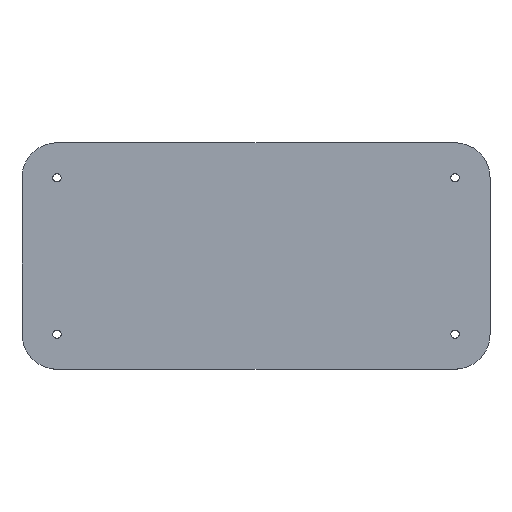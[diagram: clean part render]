
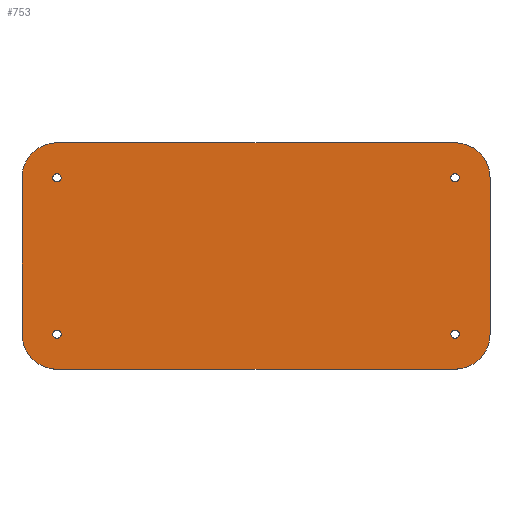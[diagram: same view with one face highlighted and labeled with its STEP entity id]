
A CAD part, top view. The second image highlights one B-rep face of the part: STEP entity #753.
In plain terms, the highlighted free-form (B-spline) face has degree [1, 1] with [2, 2] control points.
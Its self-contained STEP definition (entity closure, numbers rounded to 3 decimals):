
#24 = VERTEX_POINT('',#25);
#25 = CARTESIAN_POINT('',(-116.563,46.792,0.));
#30 = EDGE_CURVE('',#31,#24,#33,.T.);
#31 = VERTEX_POINT('',#32);
#32 = CARTESIAN_POINT('',(-121.576,46.792,0.));
#33 = ( BOUNDED_CURVE() B_SPLINE_CURVE(2,(#34,#35,#36,#37,#38),
.UNSPECIFIED.,.F.,.F.) B_SPLINE_CURVE_WITH_KNOTS((3,2,3),(3.142,
4.712,6.283),.PIECEWISE_BEZIER_KNOTS.) CURVE() 
GEOMETRIC_REPRESENTATION_ITEM() RATIONAL_B_SPLINE_CURVE((1.,
0.707,1.,0.707,1.)) REPRESENTATION_ITEM('') );
#34 = CARTESIAN_POINT('',(-121.576,46.792,0.));
#35 = CARTESIAN_POINT('',(-121.576,44.286,0.));
#36 = CARTESIAN_POINT('',(-119.07,44.286,0.));
#37 = CARTESIAN_POINT('',(-116.563,44.286,0.));
#38 = CARTESIAN_POINT('',(-116.563,46.792,0.));
#72 = VERTEX_POINT('',#73);
#73 = CARTESIAN_POINT('',(121.576,-46.792,0.));
#78 = EDGE_CURVE('',#79,#72,#81,.T.);
#79 = VERTEX_POINT('',#80);
#80 = CARTESIAN_POINT('',(116.563,-46.792,0.));
#81 = ( BOUNDED_CURVE() B_SPLINE_CURVE(2,(#82,#83,#84,#85,#86),
.UNSPECIFIED.,.F.,.F.) B_SPLINE_CURVE_WITH_KNOTS((3,2,3),(3.142,
4.712,6.283),.PIECEWISE_BEZIER_KNOTS.) CURVE() 
GEOMETRIC_REPRESENTATION_ITEM() RATIONAL_B_SPLINE_CURVE((1.,
0.707,1.,0.707,1.)) REPRESENTATION_ITEM('') );
#82 = CARTESIAN_POINT('',(116.563,-46.792,0.));
#83 = CARTESIAN_POINT('',(116.563,-49.299,0.));
#84 = CARTESIAN_POINT('',(119.07,-49.299,0.));
#85 = CARTESIAN_POINT('',(121.576,-49.299,0.));
#86 = CARTESIAN_POINT('',(121.576,-46.792,0.));
#120 = VERTEX_POINT('',#121);
#121 = CARTESIAN_POINT('',(121.576,46.792,0.));
#126 = EDGE_CURVE('',#127,#120,#129,.T.);
#127 = VERTEX_POINT('',#128);
#128 = CARTESIAN_POINT('',(116.563,46.792,0.));
#129 = ( BOUNDED_CURVE() B_SPLINE_CURVE(2,(#130,#131,#132,#133,#134),
.UNSPECIFIED.,.F.,.F.) B_SPLINE_CURVE_WITH_KNOTS((3,2,3),(3.142,
4.712,6.283),.PIECEWISE_BEZIER_KNOTS.) CURVE() 
GEOMETRIC_REPRESENTATION_ITEM() RATIONAL_B_SPLINE_CURVE((1.,
0.707,1.,0.707,1.)) REPRESENTATION_ITEM('') );
#130 = CARTESIAN_POINT('',(116.563,46.792,0.));
#131 = CARTESIAN_POINT('',(116.563,44.286,0.));
#132 = CARTESIAN_POINT('',(119.07,44.286,0.));
#133 = CARTESIAN_POINT('',(121.576,44.286,0.));
#134 = CARTESIAN_POINT('',(121.576,46.792,0.));
#168 = VERTEX_POINT('',#169);
#169 = CARTESIAN_POINT('',(-116.563,-46.792,0.));
#174 = EDGE_CURVE('',#175,#168,#177,.T.);
#175 = VERTEX_POINT('',#176);
#176 = CARTESIAN_POINT('',(-121.576,-46.792,0.));
#177 = ( BOUNDED_CURVE() B_SPLINE_CURVE(2,(#178,#179,#180,#181,#182),
.UNSPECIFIED.,.F.,.F.) B_SPLINE_CURVE_WITH_KNOTS((3,2,3),(3.142,
4.712,6.283),.PIECEWISE_BEZIER_KNOTS.) CURVE() 
GEOMETRIC_REPRESENTATION_ITEM() RATIONAL_B_SPLINE_CURVE((1.,
0.707,1.,0.707,1.)) REPRESENTATION_ITEM('') );
#178 = CARTESIAN_POINT('',(-121.576,-46.792,0.));
#179 = CARTESIAN_POINT('',(-121.576,-49.299,0.));
#180 = CARTESIAN_POINT('',(-119.07,-49.299,0.));
#181 = CARTESIAN_POINT('',(-116.563,-49.299,0.));
#182 = CARTESIAN_POINT('',(-116.563,-46.792,0.));
#392 = VERTEX_POINT('',#393);
#393 = CARTESIAN_POINT('',(-139.959,-46.792,0.));
#398 = EDGE_CURVE('',#399,#392,#401,.T.);
#399 = VERTEX_POINT('',#400);
#400 = CARTESIAN_POINT('',(-139.959,46.792,0.));
#401 = B_SPLINE_CURVE_WITH_KNOTS('',1,(#402,#403),.UNSPECIFIED.,.F.,.F.,
  (2,2),(-56.,56.),.PIECEWISE_BEZIER_KNOTS.);
#402 = CARTESIAN_POINT('',(-139.959,46.792,0.));
#403 = CARTESIAN_POINT('',(-139.959,-46.792,0.));
#434 = VERTEX_POINT('',#435);
#435 = CARTESIAN_POINT('',(-119.07,67.682,0.));
#447 = EDGE_CURVE('',#434,#399,#448,.T.);
#448 = ( BOUNDED_CURVE() B_SPLINE_CURVE(2,(#449,#450,#451),
.UNSPECIFIED.,.F.,.F.) B_SPLINE_CURVE_WITH_KNOTS((3,3),(1.571,
3.142),.PIECEWISE_BEZIER_KNOTS.) CURVE() 
GEOMETRIC_REPRESENTATION_ITEM() RATIONAL_B_SPLINE_CURVE((1.,
0.707,1.)) REPRESENTATION_ITEM('') );
#449 = CARTESIAN_POINT('',(-119.07,67.682,0.));
#450 = CARTESIAN_POINT('',(-139.959,67.682,0.));
#451 = CARTESIAN_POINT('',(-139.959,46.792,0.));
#466 = VERTEX_POINT('',#467);
#467 = CARTESIAN_POINT('',(119.07,67.682,0.));
#478 = EDGE_CURVE('',#434,#466,#479,.T.);
#479 = B_SPLINE_CURVE_WITH_KNOTS('',1,(#480,#481),.UNSPECIFIED.,.F.,.F.,
  (2,2),(-142.5,142.5),.PIECEWISE_BEZIER_KNOTS.);
#480 = CARTESIAN_POINT('',(-119.07,67.682,0.));
#481 = CARTESIAN_POINT('',(119.07,67.682,0.));
#494 = VERTEX_POINT('',#495);
#495 = CARTESIAN_POINT('',(139.959,46.792,0.));
#507 = EDGE_CURVE('',#466,#494,#508,.T.);
#508 = ( BOUNDED_CURVE() B_SPLINE_CURVE(2,(#509,#510,#511),
.UNSPECIFIED.,.F.,.F.) B_SPLINE_CURVE_WITH_KNOTS((3,3),(4.712,
6.283),.PIECEWISE_BEZIER_KNOTS.) CURVE() 
GEOMETRIC_REPRESENTATION_ITEM() RATIONAL_B_SPLINE_CURVE((1.,
0.707,1.)) REPRESENTATION_ITEM('') );
#509 = CARTESIAN_POINT('',(119.07,67.682,0.));
#510 = CARTESIAN_POINT('',(139.959,67.682,0.));
#511 = CARTESIAN_POINT('',(139.959,46.792,0.));
#526 = VERTEX_POINT('',#527);
#527 = CARTESIAN_POINT('',(139.959,-46.792,0.));
#538 = EDGE_CURVE('',#494,#526,#539,.T.);
#539 = B_SPLINE_CURVE_WITH_KNOTS('',1,(#540,#541),.UNSPECIFIED.,.F.,.F.,
  (2,2),(-56.,56.),.PIECEWISE_BEZIER_KNOTS.);
#540 = CARTESIAN_POINT('',(139.959,46.792,0.));
#541 = CARTESIAN_POINT('',(139.959,-46.792,0.));
#554 = VERTEX_POINT('',#555);
#555 = CARTESIAN_POINT('',(119.07,-67.682,0.));
#567 = EDGE_CURVE('',#554,#526,#568,.T.);
#568 = ( BOUNDED_CURVE() B_SPLINE_CURVE(2,(#569,#570,#571),
.UNSPECIFIED.,.F.,.F.) B_SPLINE_CURVE_WITH_KNOTS((3,3),(4.712,
6.283),.PIECEWISE_BEZIER_KNOTS.) CURVE() 
GEOMETRIC_REPRESENTATION_ITEM() RATIONAL_B_SPLINE_CURVE((1.,
0.707,1.)) REPRESENTATION_ITEM('') );
#569 = CARTESIAN_POINT('',(119.07,-67.682,0.));
#570 = CARTESIAN_POINT('',(139.959,-67.682,0.));
#571 = CARTESIAN_POINT('',(139.959,-46.792,0.));
#586 = VERTEX_POINT('',#587);
#587 = CARTESIAN_POINT('',(-119.07,-67.682,0.));
#598 = EDGE_CURVE('',#586,#554,#599,.T.);
#599 = B_SPLINE_CURVE_WITH_KNOTS('',1,(#600,#601),.UNSPECIFIED.,.F.,.F.,
  (2,2),(-142.5,142.5),.PIECEWISE_BEZIER_KNOTS.);
#600 = CARTESIAN_POINT('',(-119.07,-67.682,0.));
#601 = CARTESIAN_POINT('',(119.07,-67.682,0.));
#619 = EDGE_CURVE('',#392,#586,#620,.T.);
#620 = ( BOUNDED_CURVE() B_SPLINE_CURVE(2,(#621,#622,#623),
.UNSPECIFIED.,.F.,.F.) B_SPLINE_CURVE_WITH_KNOTS((3,3),(3.142,
4.712),.PIECEWISE_BEZIER_KNOTS.) CURVE() 
GEOMETRIC_REPRESENTATION_ITEM() RATIONAL_B_SPLINE_CURVE((1.,
0.707,1.)) REPRESENTATION_ITEM('') );
#621 = CARTESIAN_POINT('',(-139.959,-46.792,0.));
#622 = CARTESIAN_POINT('',(-139.959,-67.682,0.));
#623 = CARTESIAN_POINT('',(-119.07,-67.682,0.));
#753 = ADVANCED_FACE('',(#754,#765,#776,#787,#798),#808,.T.);
#754 = FACE_BOUND('',#755,.T.);
#755 = EDGE_LOOP('',(#756,#764));
#756 = ORIENTED_EDGE('',*,*,#757,.F.);
#757 = EDGE_CURVE('',#24,#31,#758,.T.);
#758 = ( BOUNDED_CURVE() B_SPLINE_CURVE(2,(#759,#760,#761,#762,#763),
.UNSPECIFIED.,.F.,.F.) B_SPLINE_CURVE_WITH_KNOTS((3,2,3),(0.,
1.571,3.142),.PIECEWISE_BEZIER_KNOTS.) CURVE() 
GEOMETRIC_REPRESENTATION_ITEM() RATIONAL_B_SPLINE_CURVE((1.,
0.707,1.,0.707,1.)) REPRESENTATION_ITEM('') );
#759 = CARTESIAN_POINT('',(-116.563,46.792,0.));
#760 = CARTESIAN_POINT('',(-116.563,49.299,0.));
#761 = CARTESIAN_POINT('',(-119.07,49.299,0.));
#762 = CARTESIAN_POINT('',(-121.576,49.299,0.));
#763 = CARTESIAN_POINT('',(-121.576,46.792,0.));
#764 = ORIENTED_EDGE('',*,*,#30,.F.);
#765 = FACE_BOUND('',#766,.T.);
#766 = EDGE_LOOP('',(#767,#775));
#767 = ORIENTED_EDGE('',*,*,#768,.F.);
#768 = EDGE_CURVE('',#72,#79,#769,.T.);
#769 = ( BOUNDED_CURVE() B_SPLINE_CURVE(2,(#770,#771,#772,#773,#774),
.UNSPECIFIED.,.F.,.F.) B_SPLINE_CURVE_WITH_KNOTS((3,2,3),(0.,
1.571,3.142),.PIECEWISE_BEZIER_KNOTS.) CURVE() 
GEOMETRIC_REPRESENTATION_ITEM() RATIONAL_B_SPLINE_CURVE((1.,
0.707,1.,0.707,1.)) REPRESENTATION_ITEM('') );
#770 = CARTESIAN_POINT('',(121.576,-46.792,0.));
#771 = CARTESIAN_POINT('',(121.576,-44.286,0.));
#772 = CARTESIAN_POINT('',(119.07,-44.286,0.));
#773 = CARTESIAN_POINT('',(116.563,-44.286,0.));
#774 = CARTESIAN_POINT('',(116.563,-46.792,0.));
#775 = ORIENTED_EDGE('',*,*,#78,.F.);
#776 = FACE_BOUND('',#777,.T.);
#777 = EDGE_LOOP('',(#778,#786));
#778 = ORIENTED_EDGE('',*,*,#779,.F.);
#779 = EDGE_CURVE('',#120,#127,#780,.T.);
#780 = ( BOUNDED_CURVE() B_SPLINE_CURVE(2,(#781,#782,#783,#784,#785),
.UNSPECIFIED.,.F.,.F.) B_SPLINE_CURVE_WITH_KNOTS((3,2,3),(0.,
1.571,3.142),.PIECEWISE_BEZIER_KNOTS.) CURVE() 
GEOMETRIC_REPRESENTATION_ITEM() RATIONAL_B_SPLINE_CURVE((1.,
0.707,1.,0.707,1.)) REPRESENTATION_ITEM('') );
#781 = CARTESIAN_POINT('',(121.576,46.792,0.));
#782 = CARTESIAN_POINT('',(121.576,49.299,0.));
#783 = CARTESIAN_POINT('',(119.07,49.299,0.));
#784 = CARTESIAN_POINT('',(116.563,49.299,0.));
#785 = CARTESIAN_POINT('',(116.563,46.792,0.));
#786 = ORIENTED_EDGE('',*,*,#126,.F.);
#787 = FACE_BOUND('',#788,.T.);
#788 = EDGE_LOOP('',(#789,#797));
#789 = ORIENTED_EDGE('',*,*,#790,.F.);
#790 = EDGE_CURVE('',#168,#175,#791,.T.);
#791 = ( BOUNDED_CURVE() B_SPLINE_CURVE(2,(#792,#793,#794,#795,#796),
.UNSPECIFIED.,.F.,.F.) B_SPLINE_CURVE_WITH_KNOTS((3,2,3),(0.,
1.571,3.142),.PIECEWISE_BEZIER_KNOTS.) CURVE() 
GEOMETRIC_REPRESENTATION_ITEM() RATIONAL_B_SPLINE_CURVE((1.,
0.707,1.,0.707,1.)) REPRESENTATION_ITEM('') );
#792 = CARTESIAN_POINT('',(-116.563,-46.792,0.));
#793 = CARTESIAN_POINT('',(-116.563,-44.286,0.));
#794 = CARTESIAN_POINT('',(-119.07,-44.286,0.));
#795 = CARTESIAN_POINT('',(-121.576,-44.286,0.));
#796 = CARTESIAN_POINT('',(-121.576,-46.792,0.));
#797 = ORIENTED_EDGE('',*,*,#174,.F.);
#798 = FACE_BOUND('',#799,.T.);
#799 = EDGE_LOOP('',(#800,#801,#802,#803,#804,#805,#806,#807));
#800 = ORIENTED_EDGE('',*,*,#398,.T.);
#801 = ORIENTED_EDGE('',*,*,#619,.T.);
#802 = ORIENTED_EDGE('',*,*,#598,.T.);
#803 = ORIENTED_EDGE('',*,*,#567,.T.);
#804 = ORIENTED_EDGE('',*,*,#538,.F.);
#805 = ORIENTED_EDGE('',*,*,#507,.F.);
#806 = ORIENTED_EDGE('',*,*,#478,.F.);
#807 = ORIENTED_EDGE('',*,*,#447,.T.);
#808 = B_SPLINE_SURFACE_WITH_KNOTS('',1,1,(
    (#809,#810)
    ,(#811,#812
    )),.UNSPECIFIED.,.F.,.F.,.F.,(2,2),(2,2),(-167.5,167.5),(-81.,81.),
  .PIECEWISE_BEZIER_KNOTS.);
#809 = CARTESIAN_POINT('',(-139.959,-67.682,0.));
#810 = CARTESIAN_POINT('',(-139.959,67.682,0.));
#811 = CARTESIAN_POINT('',(139.959,-67.682,0.));
#812 = CARTESIAN_POINT('',(139.959,67.682,0.));
